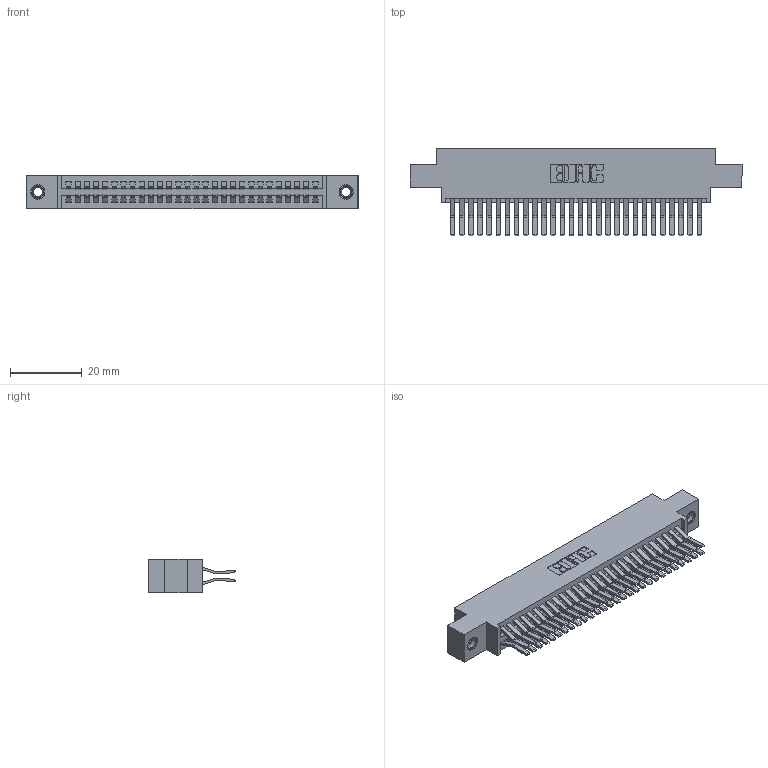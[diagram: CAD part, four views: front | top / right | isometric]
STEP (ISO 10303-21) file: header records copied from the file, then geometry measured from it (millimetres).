
FILE_DESCRIPTION (( 'STEP AP203' ), '1' );
FILE_NAME ('345-056-560-807.STEP', '2018-09-25T21:25:21', ( '' ), ( '' ), 'SwSTEP 2.0', 'SolidWorks 2016', '' );
FILE_SCHEMA (( 'CONFIG_CONTROL_DESIGN' ));
Length unit declared in the file: inch
Products named in the file (4): 345 Part_0.170 Offset - 0.156 Dia-TI; 345-056-560-807; 345-250-001_345-250-005-103; 345-292-001_560 Tail
Assembly tree (59 placements, depth 2):
  345-056-560-807
    345 Part_0.170 Offset - 0.156 Dia-TI
    345-292-001_560 Tail  x56
    345-250-001_345-250-005-103  x2
Bounding box: 92.33 x 24.45 x 9.4 mm (x, y, z)
Volume: 9079.1 mm3; surface area: 14264.7 mm2
Topology: 59 solids, 59 shells, 3102 faces, 9169 edges, 6030 vertices
Faces by surface type: plane 1964, cylinder 1122, cone 12, torus 4
Entity records: 25260 total; most frequent: CARTESIAN_POINT 4231, ORIENTED_EDGE 4158, DIRECTION 3777, EDGE_CURVE 2079, VECTOR 1811, LINE 1811, VERTEX_POINT 1380, AXIS2_PLACEMENT_3D 983
